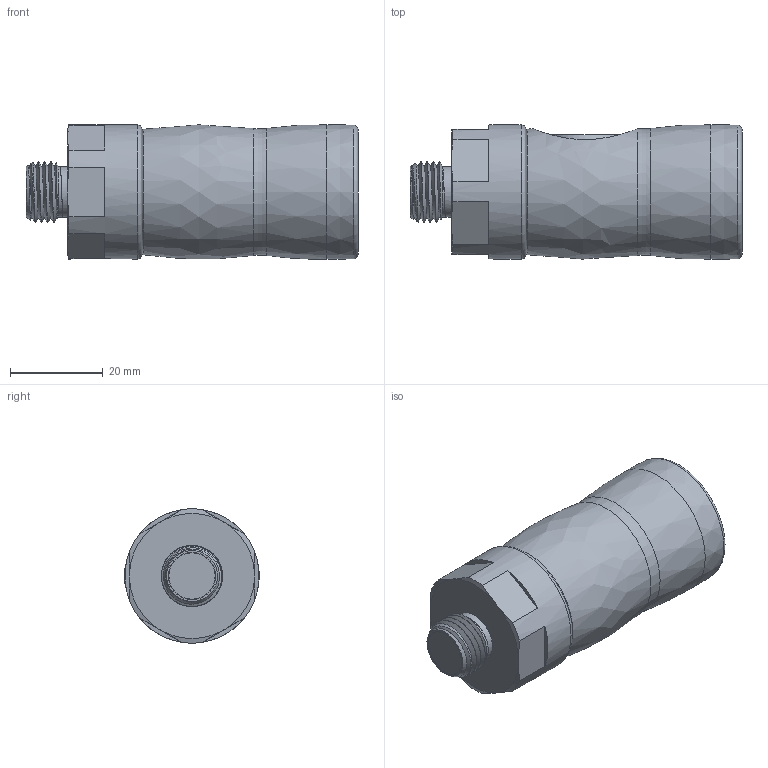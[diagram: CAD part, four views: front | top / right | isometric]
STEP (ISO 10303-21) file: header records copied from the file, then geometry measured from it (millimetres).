
FILE_DESCRIPTION(/* description */ (''),/* implementation_level */ '2;1');
FILE_NAME(/* name */ '30KPAW13APX.stp',/* time_stamp */ '2020-02-20T08:26:27+01:00',/* author */ ('IA176480'),/* organization */ (''),/* preprocessor_version */ 'ST-DEVELOPER v17',/* originating_system */ 'Autodesk Inventor 2019',/* authorisation */ '');
FILE_SCHEMA (('CONFIG_CONTROL_DESIGN'));
Length unit declared in the file: millimetre
Products named in the file (1): 30KPAW13APX
Bounding box: 71.7 x 29.02 x 29.03 mm (x, y, z)
Volume: 45323.1 mm3; surface area: 27077.9 mm2
Topology: 42 solids, 42 shells, 250 faces, 696 edges, 474 vertices
Faces by surface type: cylinder 75, plane 74, cone 39, sphere 32, torus 15, bspline 15
Full cylindrical faces by diameter (mm): 3.5 x1, 4 x11, 8.5 x1, 9 x1, 10.198 x1, 11 x1, 11.2 x2, 14 x1, 15.3 x1, 16 x1, 17.5 x1, 18 x1, 18.1 x1, 18.182 x1, 18.2 x2, 20.5 x4, 20.607 x2, 20.7 x1, 21 x1, 22.6 x1, 24 x1, 24.211 x1, 24.5 x1, 25 x10, 26 x3, 29.007 x1
Entity records: 16925 total; most frequent: CARTESIAN_POINT 10828, ORIENTED_EDGE 1268, DIRECTION 1213, EDGE_CURVE 634, AXIS2_PLACEMENT_3D 514, VERTEX_POINT 474, CIRCLE 275, EDGE_LOOP 274
